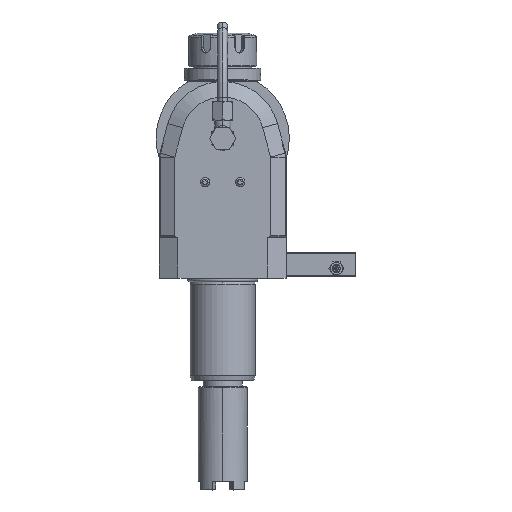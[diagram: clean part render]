
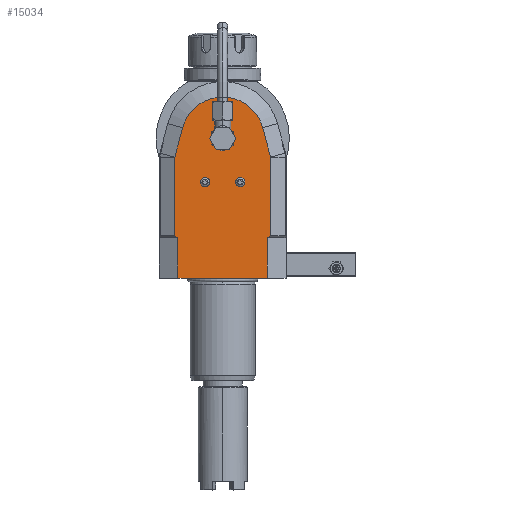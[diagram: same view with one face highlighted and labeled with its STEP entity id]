
A CAD part, top view. The second image highlights one B-rep face of the part: STEP entity #15034.
In plain terms, the highlighted planar face has unit normal (0, 0, 1).
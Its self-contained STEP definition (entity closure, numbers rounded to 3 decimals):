
#211=DIRECTION('',(-1.,0.,0.));
#212=VECTOR('',#211,55.);
#213=CARTESIAN_POINT('',(27.5,-86.,40.));
#214=LINE('',#213,#212);
#389=DIRECTION('',(0.,-1.,0.));
#390=VECTOR('',#389,25.);
#391=CARTESIAN_POINT('',(27.5,-61.,40.));
#392=LINE('',#391,#390);
#393=DIRECTION('',(0.,1.,0.));
#394=VECTOR('',#393,25.);
#395=CARTESIAN_POINT('',(-27.5,-86.,40.));
#396=LINE('',#395,#394);
#397=DIRECTION('',(0.894,-0.447,0.));
#398=VECTOR('',#397,2.236);
#399=CARTESIAN_POINT('',(-29.5,-60.,40.));
#400=LINE('',#399,#398);
#401=DIRECTION('',(0.,-1.,0.));
#402=VECTOR('',#401,48.363);
#403=CARTESIAN_POINT('',(-29.5,-11.637,40.));
#404=LINE('',#403,#402);
#405=CARTESIAN_POINT('',(-29.,-11.637,40.));
#406=DIRECTION('',(0.,0.,1.));
#407=DIRECTION('',(-0.966,0.259,0.));
#408=AXIS2_PLACEMENT_3D('',#405,#406,#407);
#410=DIRECTION('',(-0.259,-0.966,0.));
#411=VECTOR('',#410,18.746);
#412=CARTESIAN_POINT('',(-24.631,6.6,40.));
#413=LINE('',#412,#411);
#414=CARTESIAN_POINT('',(0.,0.,40.));
#415=DIRECTION('',(0.,0.,1.));
#416=DIRECTION('',(0.966,0.259,0.));
#417=AXIS2_PLACEMENT_3D('',#414,#415,#416);
#419=DIRECTION('',(-0.259,0.966,0.));
#420=VECTOR('',#419,18.746);
#421=CARTESIAN_POINT('',(29.483,-11.507,40.));
#422=LINE('',#421,#420);
#423=CARTESIAN_POINT('',(29.,-11.637,40.));
#424=DIRECTION('',(0.,0.,1.));
#425=DIRECTION('',(1.,0.,0.));
#426=AXIS2_PLACEMENT_3D('',#423,#424,#425);
#428=DIRECTION('',(0.,1.,0.));
#429=VECTOR('',#428,48.363);
#430=CARTESIAN_POINT('',(29.5,-60.,40.));
#431=LINE('',#430,#429);
#432=DIRECTION('',(0.894,0.447,0.));
#433=VECTOR('',#432,2.236);
#434=CARTESIAN_POINT('',(27.5,-61.,40.));
#435=LINE('',#434,#433);
#436=CARTESIAN_POINT('',(0.,0.,40.));
#437=DIRECTION('',(0.,0.,1.));
#438=DIRECTION('',(1.,0.,0.));
#439=AXIS2_PLACEMENT_3D('',#436,#437,#438);
#441=CARTESIAN_POINT('',(0.,0.,40.));
#442=DIRECTION('',(0.,0.,1.));
#443=DIRECTION('',(-1.,0.,0.));
#444=AXIS2_PLACEMENT_3D('',#441,#442,#443);
#446=CARTESIAN_POINT('',(10.864,-26.888,40.));
#447=DIRECTION('',(0.,0.,1.));
#448=DIRECTION('',(-1.,0.,0.));
#449=AXIS2_PLACEMENT_3D('',#446,#447,#448);
#451=CARTESIAN_POINT('',(10.864,-26.888,40.));
#452=DIRECTION('',(0.,0.,1.));
#453=DIRECTION('',(1.,0.,0.));
#454=AXIS2_PLACEMENT_3D('',#451,#452,#453);
#456=CARTESIAN_POINT('',(-10.864,-26.888,40.));
#457=DIRECTION('',(0.,0.,1.));
#458=DIRECTION('',(-1.,0.,0.));
#459=AXIS2_PLACEMENT_3D('',#456,#457,#458);
#461=CARTESIAN_POINT('',(-10.864,-26.888,40.));
#462=DIRECTION('',(0.,0.,1.));
#463=DIRECTION('',(1.,0.,0.));
#464=AXIS2_PLACEMENT_3D('',#461,#462,#463);
#13157=CARTESIAN_POINT('',(24.631,6.6,40.));
#13158=CARTESIAN_POINT('',(-24.631,6.6,40.));
#13159=VERTEX_POINT('',#13157);
#13160=VERTEX_POINT('',#13158);
#13165=CARTESIAN_POINT('',(-29.483,-11.507,40.));
#13166=VERTEX_POINT('',#13165);
#13167=CARTESIAN_POINT('',(29.483,-11.507,40.));
#13168=VERTEX_POINT('',#13167);
#13169=CARTESIAN_POINT('',(-29.5,-11.637,40.));
#13170=VERTEX_POINT('',#13169);
#13171=CARTESIAN_POINT('',(29.5,-11.637,40.));
#13172=VERTEX_POINT('',#13171);
#13190=CARTESIAN_POINT('',(29.5,-60.,40.));
#13192=VERTEX_POINT('',#13190);
#13199=CARTESIAN_POINT('',(-29.5,-60.,40.));
#13200=VERTEX_POINT('',#13199);
#13495=CARTESIAN_POINT('',(-13.714,-26.888,40.));
#13496=CARTESIAN_POINT('',(-8.014,-26.888,40.));
#13497=VERTEX_POINT('',#13495);
#13498=VERTEX_POINT('',#13496);
#13531=CARTESIAN_POINT('',(8.014,-26.888,40.));
#13532=CARTESIAN_POINT('',(13.714,-26.888,40.));
#13533=VERTEX_POINT('',#13531);
#13534=VERTEX_POINT('',#13532);
#13728=CARTESIAN_POINT('',(27.5,-61.,40.));
#13729=VERTEX_POINT('',#13728);
#13730=CARTESIAN_POINT('',(-27.5,-61.,40.));
#13731=VERTEX_POINT('',#13730);
#14293=CARTESIAN_POINT('',(6.5,0.,40.));
#14294=CARTESIAN_POINT('',(-6.5,0.,40.));
#14295=VERTEX_POINT('',#14293);
#14296=VERTEX_POINT('',#14294);
#14457=CARTESIAN_POINT('',(-27.5,-86.,40.));
#14459=VERTEX_POINT('',#14457);
#14462=CARTESIAN_POINT('',(27.5,-86.,40.));
#14464=VERTEX_POINT('',#14462);
#14987=CARTESIAN_POINT('',(0.,0.,40.));
#14988=DIRECTION('',(0.,0.,1.));
#14989=DIRECTION('',(1.,0.,0.));
#14990=AXIS2_PLACEMENT_3D('',#14987,#14988,#14989);
#14991=PLANE('',#14990);
#14993=ORIENTED_EDGE('',*,*,#14992,.T.);
#14994=ORIENTED_EDGE('',*,*,#14949,.T.);
#14995=ORIENTED_EDGE('',*,*,#14978,.T.);
#14997=ORIENTED_EDGE('',*,*,#14996,.F.);
#14999=ORIENTED_EDGE('',*,*,#14998,.F.);
#15001=ORIENTED_EDGE('',*,*,#15000,.F.);
#15003=ORIENTED_EDGE('',*,*,#15002,.F.);
#15005=ORIENTED_EDGE('',*,*,#15004,.F.);
#15007=ORIENTED_EDGE('',*,*,#15006,.F.);
#15009=ORIENTED_EDGE('',*,*,#15008,.F.);
#15011=ORIENTED_EDGE('',*,*,#15010,.F.);
#15013=ORIENTED_EDGE('',*,*,#15012,.F.);
#15014=EDGE_LOOP('',(#14993,#14994,#14995,#14997,#14999,#15001,#15003,#15005,
#15007,#15009,#15011,#15013));
#15015=FACE_OUTER_BOUND('',#15014,.F.);
#15017=ORIENTED_EDGE('',*,*,#15016,.T.);
#15019=ORIENTED_EDGE('',*,*,#15018,.T.);
#15020=EDGE_LOOP('',(#15017,#15019));
#15021=FACE_BOUND('',#15020,.F.);
#15023=ORIENTED_EDGE('',*,*,#15022,.T.);
#15025=ORIENTED_EDGE('',*,*,#15024,.T.);
#15026=EDGE_LOOP('',(#15023,#15025));
#15027=FACE_BOUND('',#15026,.F.);
#15029=ORIENTED_EDGE('',*,*,#15028,.T.);
#15031=ORIENTED_EDGE('',*,*,#15030,.T.);
#15032=EDGE_LOOP('',(#15029,#15031));
#15033=FACE_BOUND('',#15032,.F.);
#409=CIRCLE('',#408,0.5);
#418=CIRCLE('',#417,25.5);
#427=CIRCLE('',#426,0.5);
#440=CIRCLE('',#439,6.5);
#445=CIRCLE('',#444,6.5);
#450=CIRCLE('',#449,2.85);
#455=CIRCLE('',#454,2.85);
#460=CIRCLE('',#459,2.85);
#465=CIRCLE('',#464,2.85);
#14949=EDGE_CURVE('',#14464,#14459,#214,.T.);
#14978=EDGE_CURVE('',#14459,#13731,#396,.T.);
#14992=EDGE_CURVE('',#13729,#14464,#392,.T.);
#14996=EDGE_CURVE('',#13200,#13731,#400,.T.);
#14998=EDGE_CURVE('',#13170,#13200,#404,.T.);
#15000=EDGE_CURVE('',#13166,#13170,#409,.T.);
#15002=EDGE_CURVE('',#13160,#13166,#413,.T.);
#15004=EDGE_CURVE('',#13159,#13160,#418,.T.);
#15006=EDGE_CURVE('',#13168,#13159,#422,.T.);
#15008=EDGE_CURVE('',#13172,#13168,#427,.T.);
#15010=EDGE_CURVE('',#13192,#13172,#431,.T.);
#15012=EDGE_CURVE('',#13729,#13192,#435,.T.);
#15016=EDGE_CURVE('',#14295,#14296,#440,.T.);
#15018=EDGE_CURVE('',#14296,#14295,#445,.T.);
#15022=EDGE_CURVE('',#13533,#13534,#450,.T.);
#15024=EDGE_CURVE('',#13534,#13533,#455,.T.);
#15028=EDGE_CURVE('',#13497,#13498,#460,.T.);
#15030=EDGE_CURVE('',#13498,#13497,#465,.T.);
#15034=ADVANCED_FACE('',(#15015,#15021,#15027,#15033),#14991,.T.);
